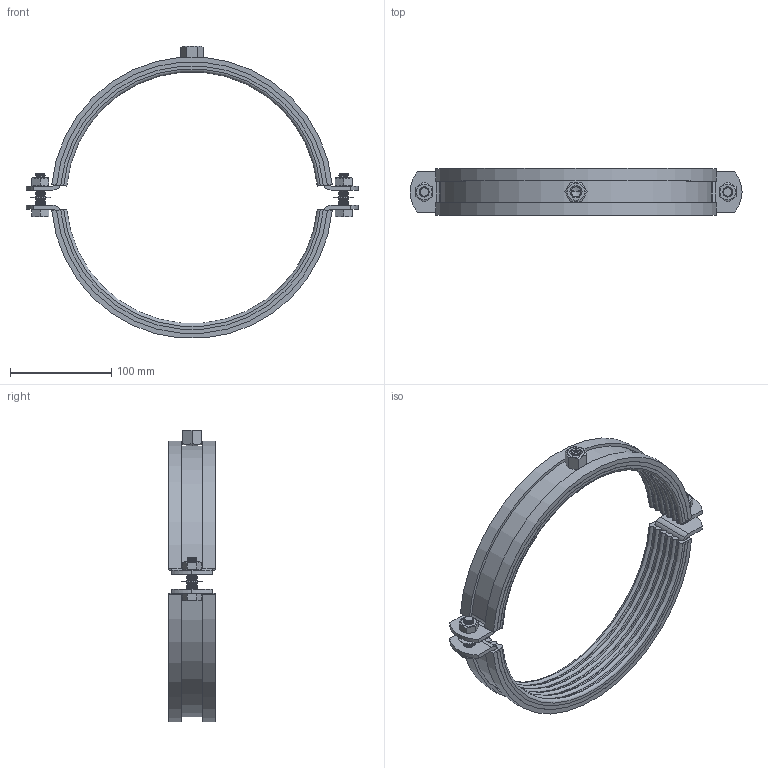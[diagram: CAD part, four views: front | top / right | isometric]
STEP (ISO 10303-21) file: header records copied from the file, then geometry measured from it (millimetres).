
FILE_DESCRIPTION((''),'2;1');
FILE_NAME('39228.stp','2007-07-26T10:15:50',(''),(''),'Mechanical Desktop.R8.0.24.0','Mechanical Desktop.R8.0.24.0',', , ');
FILE_SCHEMA(('CONFIG_CONTROL_DESIGN'));
Length unit declared in the file: millimetre
Products named in the file (20): 39228; SCHELLENOBERTEIL 40X4; ~TEIL1; 09-433; ~~TEIL1; UVS20,5X9X0,5; ~~~TEIL1; 20184; 20184$0$AVE_RENDER; 20184$0$AVE_GLOBAL; 20184$0$RM_SDB; STREIFENGELB; GELB$0$AVE_RENDER; GELB$0$AVE_GLOBAL; GELB$0$RM_SDB; HUTMUTTER12; DIN 933 M10X35; TEIL1; RM_SDB; LAYER
Assembly tree (44 placements, depth 3):
  39228
    SCHELLENOBERTEIL 40X4  x2
      ~TEIL1
    09-433  x2
      ~~TEIL1
    UVS20,5X9X0,5  x2
      ~~~TEIL1
    20184  x2
      20184$0$AVE_RENDER
      20184$0$AVE_GLOBAL
      20184$0$RM_SDB
    STREIFENGELB  x4
      GELB$0$AVE_RENDER
      GELB$0$AVE_GLOBAL
      GELB$0$RM_SDB
    HUTMUTTER12
    DIN 933 M10X35  x2
      TEIL1
    RM_SDB  x4
    LAYER
Bounding box: 327.2 x 46.2 x 287.77 mm (x, y, z)
Volume: 386752.7 mm3; surface area: 254589.1 mm2
Topology: 15 solids, 15 shells, 515 faces, 1184 edges, 700 vertices
Faces by surface type: cone 268, cylinder 102, plane 99, torus 44, bspline 2
Entity records: 8205 total; most frequent: DIRECTION 1538, CARTESIAN_POINT 1412, ORIENTED_EDGE 1242, AXIS2_PLACEMENT_3D 629, EDGE_CURVE 621, VERTEX_POINT 365, CIRCLE 313, EDGE_LOOP 284
